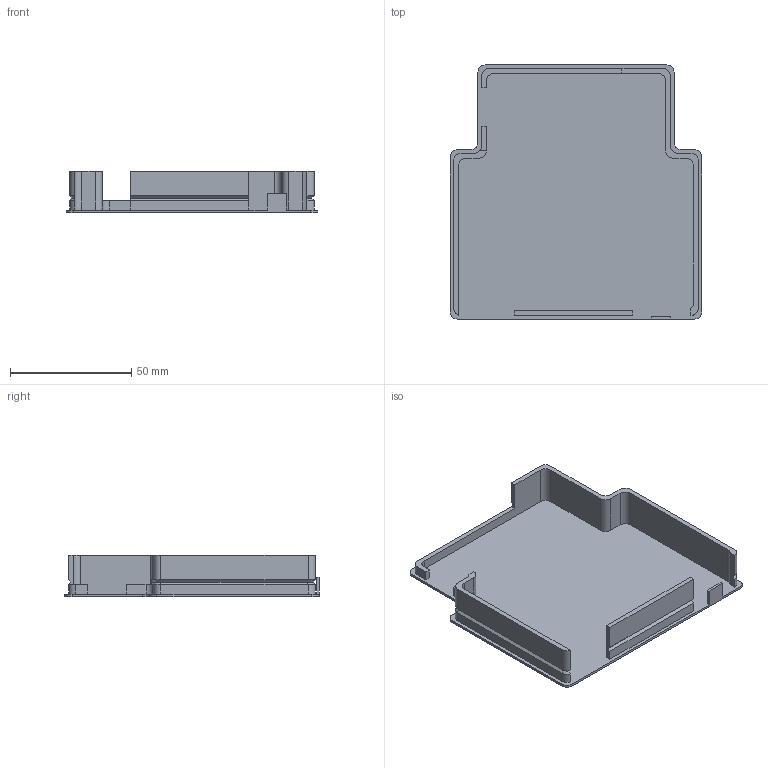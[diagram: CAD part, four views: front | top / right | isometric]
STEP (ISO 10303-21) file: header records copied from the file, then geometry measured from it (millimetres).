
FILE_DESCRIPTION(/* description */ (''),/* implementation_level */ '2;1');
FILE_NAME(/* name */ 'Backcover_V2.step',/* time_stamp */ '2025-09-27T11:29:36+02:00',/* author */ (''),/* organization */ (''),/* preprocessor_version */ 'ST-DEVELOPER v20.1',/* originating_system */ 'Autodesk Translation Framework v14.17.0.0',/* authorisation */ '');
FILE_SCHEMA (('AUTOMOTIVE_DESIGN { 1 0 10303 214 3 1 1 }'));
Length unit declared in the file: millimetre
Products named in the file (1): 2025-09-27-08-46-51-768
Bounding box: 104 x 105 x 17 mm (x, y, z)
Volume: 18812 mm3; surface area: 29813.9 mm2
Topology: 1 solids, 1 shells, 111 faces, 279 edges, 173 vertices
Faces by surface type: plane 67, cylinder 30, cone 8, bspline 6
Entity records: 3308 total; most frequent: CARTESIAN_POINT 594, DIRECTION 559, ORIENTED_EDGE 558, EDGE_CURVE 279, LINE 211, VECTOR 211, AXIS2_PLACEMENT_3D 174, VERTEX_POINT 173
